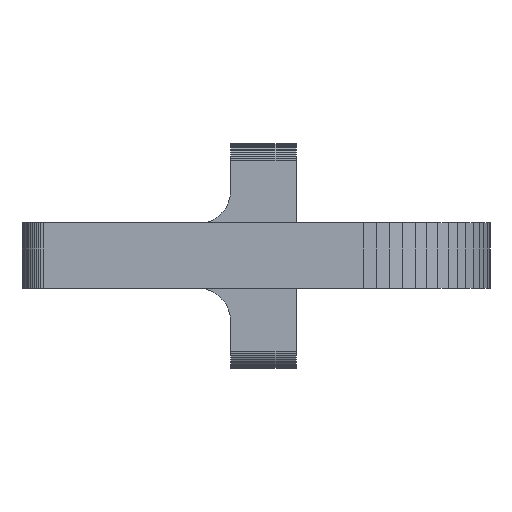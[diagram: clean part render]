
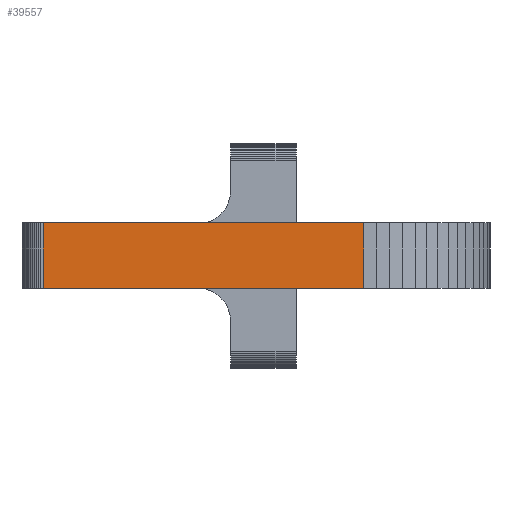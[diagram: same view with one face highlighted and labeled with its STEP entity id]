
A CAD part, front view. The second image highlights one B-rep face of the part: STEP entity #39557.
In plain terms, the highlighted planar face has unit normal (0, -1, 0).
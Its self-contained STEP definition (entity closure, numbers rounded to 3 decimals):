
#32 = PLANE('',#33);
#33 = AXIS2_PLACEMENT_3D('',#34,#35,#36);
#34 = CARTESIAN_POINT('',(-12.359,-20.692,
    -8.55));
#35 = DIRECTION('',(0.,0.,1.));
#36 = DIRECTION('',(0.,1.,0.));
#533 = VERTEX_POINT('',#534);
#534 = CARTESIAN_POINT('',(-30.05,-45.,-8.55));
#548 = PLANE('',#549);
#549 = AXIS2_PLACEMENT_3D('',#550,#551,#552);
#550 = CARTESIAN_POINT('',(-30.181,-44.993,
    -12.45));
#551 = DIRECTION('',(-0.052,-0.999,-0.));
#552 = DIRECTION('',(-0.999,0.052,0.));
#560 = EDGE_CURVE('',#533,#561,#563,.T.);
#561 = VERTEX_POINT('',#562);
#562 = CARTESIAN_POINT('',(8.,-45.,-8.55));
#563 = SURFACE_CURVE('',#564,(#568,#575),.PCURVE_S1.);
#564 = LINE('',#565,#566);
#565 = CARTESIAN_POINT('',(-30.05,-45.,-8.55));
#566 = VECTOR('',#567,1.);
#567 = DIRECTION('',(1.,0.,0.));
#568 = PCURVE('',#32,#569);
#569 = DEFINITIONAL_REPRESENTATION('',(#570),#574);
#570 = LINE('',#571,#572);
#571 = CARTESIAN_POINT('',(-24.308,17.691));
#572 = VECTOR('',#573,1.);
#573 = DIRECTION('',(0.,-1.));
#574 = ( GEOMETRIC_REPRESENTATION_CONTEXT(2) 
PARAMETRIC_REPRESENTATION_CONTEXT() REPRESENTATION_CONTEXT('2D SPACE',''
  ) );
#575 = PCURVE('',#576,#581);
#576 = PLANE('',#577);
#577 = AXIS2_PLACEMENT_3D('',#578,#579,#580);
#578 = CARTESIAN_POINT('',(-11.025,-45.,-12.45));
#579 = DIRECTION('',(-0.,-1.,-0.));
#580 = DIRECTION('',(0.,0.,-1.));
#581 = DEFINITIONAL_REPRESENTATION('',(#582),#586);
#582 = LINE('',#583,#584);
#583 = CARTESIAN_POINT('',(-3.9,-19.025));
#584 = VECTOR('',#585,1.);
#585 = DIRECTION('',(0.,1.));
#586 = ( GEOMETRIC_REPRESENTATION_CONTEXT(2) 
PARAMETRIC_REPRESENTATION_CONTEXT() REPRESENTATION_CONTEXT('2D SPACE',''
  ) );
#604 = PLANE('',#605);
#605 = AXIS2_PLACEMENT_3D('',#606,#607,#608);
#606 = CARTESIAN_POINT('',(8.784,-44.959,-12.45)
  );
#607 = DIRECTION('',(0.052,-0.999,0.));
#608 = DIRECTION('',(-0.999,-0.052,0.));
#9902 = PLANE('',#9903);
#9903 = AXIS2_PLACEMENT_3D('',#9904,#9905,#9906);
#9904 = CARTESIAN_POINT('',(-12.409,-20.742,
    -16.35));
#9905 = DIRECTION('',(0.,0.,-1.));
#9906 = DIRECTION('',(-1.,0.,0.));
#16606 = VERTEX_POINT('',#16607);
#16607 = CARTESIAN_POINT('',(8.,-45.,-16.35));
#16628 = EDGE_CURVE('',#16606,#16629,#16631,.T.);
#16629 = VERTEX_POINT('',#16630);
#16630 = CARTESIAN_POINT('',(-30.05,-45.,-16.35));
#16631 = SURFACE_CURVE('',#16632,(#16636,#16643),.PCURVE_S1.);
#16632 = LINE('',#16633,#16634);
#16633 = CARTESIAN_POINT('',(8.,-45.,-16.35));
#16634 = VECTOR('',#16635,1.);
#16635 = DIRECTION('',(-1.,0.,0.));
#16636 = PCURVE('',#9902,#16637);
#16637 = DEFINITIONAL_REPRESENTATION('',(#16638),#16642);
#16638 = LINE('',#16639,#16640);
#16639 = CARTESIAN_POINT('',(-20.409,-24.258));
#16640 = VECTOR('',#16641,1.);
#16641 = DIRECTION('',(1.,0.));
#16642 = ( GEOMETRIC_REPRESENTATION_CONTEXT(2) 
PARAMETRIC_REPRESENTATION_CONTEXT() REPRESENTATION_CONTEXT('2D SPACE',''
  ) );
#16643 = PCURVE('',#576,#16644);
#16644 = DEFINITIONAL_REPRESENTATION('',(#16645),#16649);
#16645 = LINE('',#16646,#16647);
#16646 = CARTESIAN_POINT('',(3.9,19.025));
#16647 = VECTOR('',#16648,1.);
#16648 = DIRECTION('',(0.,-1.));
#16649 = ( GEOMETRIC_REPRESENTATION_CONTEXT(2) 
PARAMETRIC_REPRESENTATION_CONTEXT() REPRESENTATION_CONTEXT('2D SPACE',''
  ) );
#39537 = EDGE_CURVE('',#16629,#533,#39538,.T.);
#39538 = SURFACE_CURVE('',#39539,(#39543,#39550),.PCURVE_S1.);
#39539 = LINE('',#39540,#39541);
#39540 = CARTESIAN_POINT('',(-30.05,-45.,-16.35));
#39541 = VECTOR('',#39542,1.);
#39542 = DIRECTION('',(0.,0.,1.));
#39543 = PCURVE('',#548,#39544);
#39544 = DEFINITIONAL_REPRESENTATION('',(#39545),#39549);
#39545 = LINE('',#39546,#39547);
#39546 = CARTESIAN_POINT('',(-0.131,3.9));
#39547 = VECTOR('',#39548,1.);
#39548 = DIRECTION('',(0.,-1.));
#39549 = ( GEOMETRIC_REPRESENTATION_CONTEXT(2) 
PARAMETRIC_REPRESENTATION_CONTEXT() REPRESENTATION_CONTEXT('2D SPACE',''
  ) );
#39550 = PCURVE('',#576,#39551);
#39551 = DEFINITIONAL_REPRESENTATION('',(#39552),#39556);
#39552 = LINE('',#39553,#39554);
#39553 = CARTESIAN_POINT('',(3.9,-19.025));
#39554 = VECTOR('',#39555,1.);
#39555 = DIRECTION('',(-1.,0.));
#39556 = ( GEOMETRIC_REPRESENTATION_CONTEXT(2) 
PARAMETRIC_REPRESENTATION_CONTEXT() REPRESENTATION_CONTEXT('2D SPACE',''
  ) );
#39557 = ADVANCED_FACE('',(#39558),#576,.T.);
#39558 = FACE_BOUND('',#39559,.T.);
#39559 = EDGE_LOOP('',(#39560,#39561,#39562,#39563));
#39560 = ORIENTED_EDGE('',*,*,#560,.F.);
#39561 = ORIENTED_EDGE('',*,*,#39537,.F.);
#39562 = ORIENTED_EDGE('',*,*,#16628,.F.);
#39563 = ORIENTED_EDGE('',*,*,#39564,.T.);
#39564 = EDGE_CURVE('',#16606,#561,#39565,.T.);
#39565 = SURFACE_CURVE('',#39566,(#39570,#39577),.PCURVE_S1.);
#39566 = LINE('',#39567,#39568);
#39567 = CARTESIAN_POINT('',(8.,-45.,-16.35));
#39568 = VECTOR('',#39569,1.);
#39569 = DIRECTION('',(0.,0.,1.));
#39570 = PCURVE('',#576,#39571);
#39571 = DEFINITIONAL_REPRESENTATION('',(#39572),#39576);
#39572 = LINE('',#39573,#39574);
#39573 = CARTESIAN_POINT('',(3.9,19.025));
#39574 = VECTOR('',#39575,1.);
#39575 = DIRECTION('',(-1.,0.));
#39576 = ( GEOMETRIC_REPRESENTATION_CONTEXT(2) 
PARAMETRIC_REPRESENTATION_CONTEXT() REPRESENTATION_CONTEXT('2D SPACE',''
  ) );
#39577 = PCURVE('',#604,#39578);
#39578 = DEFINITIONAL_REPRESENTATION('',(#39579),#39583);
#39579 = LINE('',#39580,#39581);
#39580 = CARTESIAN_POINT('',(0.785,3.9));
#39581 = VECTOR('',#39582,1.);
#39582 = DIRECTION('',(0.,-1.));
#39583 = ( GEOMETRIC_REPRESENTATION_CONTEXT(2) 
PARAMETRIC_REPRESENTATION_CONTEXT() REPRESENTATION_CONTEXT('2D SPACE',''
  ) );
